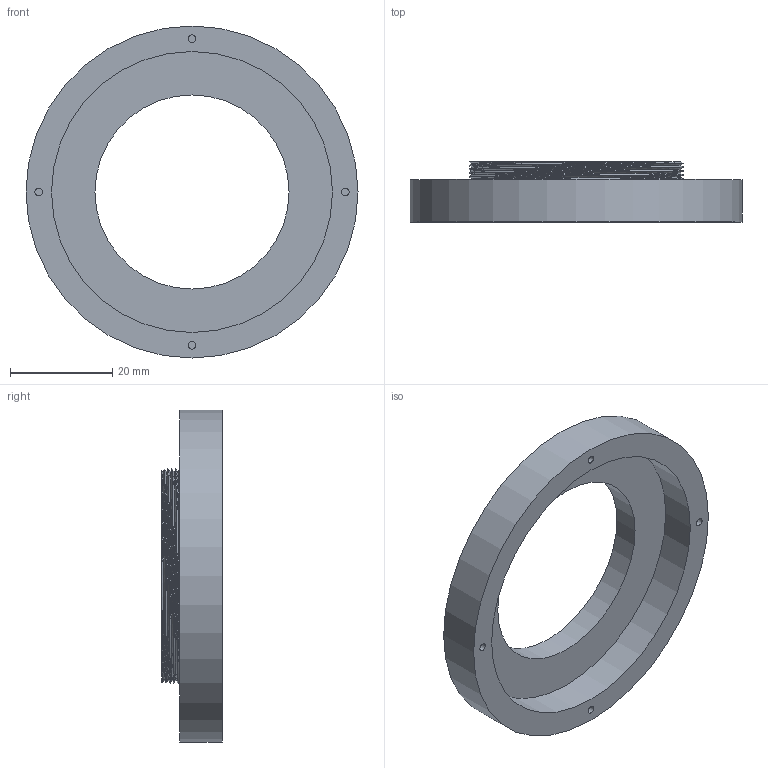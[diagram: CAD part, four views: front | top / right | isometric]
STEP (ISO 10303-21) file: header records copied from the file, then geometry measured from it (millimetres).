
FILE_DESCRIPTION(/* description */ (''),/* implementation_level */ '2;1');
FILE_NAME(/* name */ 'eos11.5 v1.step',/* time_stamp */ '2021-09-20T22:24:18+02:00',/* author */ (''),/* organization */ (''),/* preprocessor_version */ 'ST-DEVELOPER v18.1',/* originating_system */ 'Autodesk Translation Framework v10.10.0.1391',/* authorisation */ '');
FILE_SCHEMA (('AUTOMOTIVE_DESIGN { 1 0 10303 214 3 1 1 }'));
Length unit declared in the file: millimetre
Products named in the file (1): eos11.5
Bounding box: 65 x 11.8 x 65 mm (x, y, z)
Volume: 10403.1 mm3; surface area: 8689.3 mm2
Topology: 1 solids, 1 shells, 29 faces, 63 edges, 42 vertices
Faces by surface type: cylinder 19, plane 8, bspline 2
Full cylindrical faces by diameter (mm): 1.5 x4, 38 x1, 41.041 x4, 41.908 x4, 55 x1, 65 x1
Entity records: 2436 total; most frequent: CARTESIAN_POINT 1798, ORIENTED_EDGE 126, DIRECTION 111, EDGE_CURVE 63, AXIS2_PLACEMENT_3D 47, VERTEX_POINT 42, EDGE_LOOP 37, FACE_OUTER_BOUND 29
